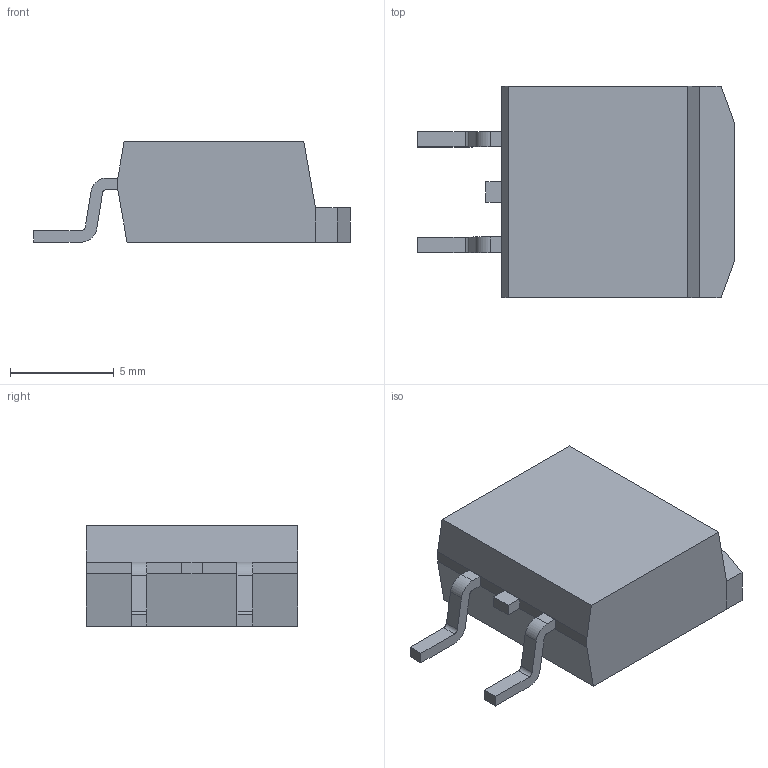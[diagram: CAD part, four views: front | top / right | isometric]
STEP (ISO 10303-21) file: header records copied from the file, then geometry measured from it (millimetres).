
FILE_DESCRIPTION((''),'2;1');
FILE_NAME('TO254P1524X483-3N.stp','2008-12-11T16:22:34',(''),(''),'Mechanical Desktop 2009','Mechanical Desktop 2009',', , ');
FILE_SCHEMA(('AUTOMOTIVE_DESIGN { 1 2 10303 214 1 1 1 1 }'));
Length unit declared in the file: millimetre
Products named in the file (1): Product
Bounding box: 15.24 x 10.16 x 4.83 mm (x, y, z)
Volume: 481.1 mm3; surface area: 473.1 mm2
Topology: 5 solids, 5 shells, 51 faces, 123 edges, 82 vertices
Faces by surface type: plane 42, cylinder 8, bspline 1
Entity records: 1521 total; most frequent: CARTESIAN_POINT 260, ORIENTED_EDGE 246, DIRECTION 241, EDGE_CURVE 123, VECTOR 107, LINE 107, VERTEX_POINT 82, AXIS2_PLACEMENT_3D 67
